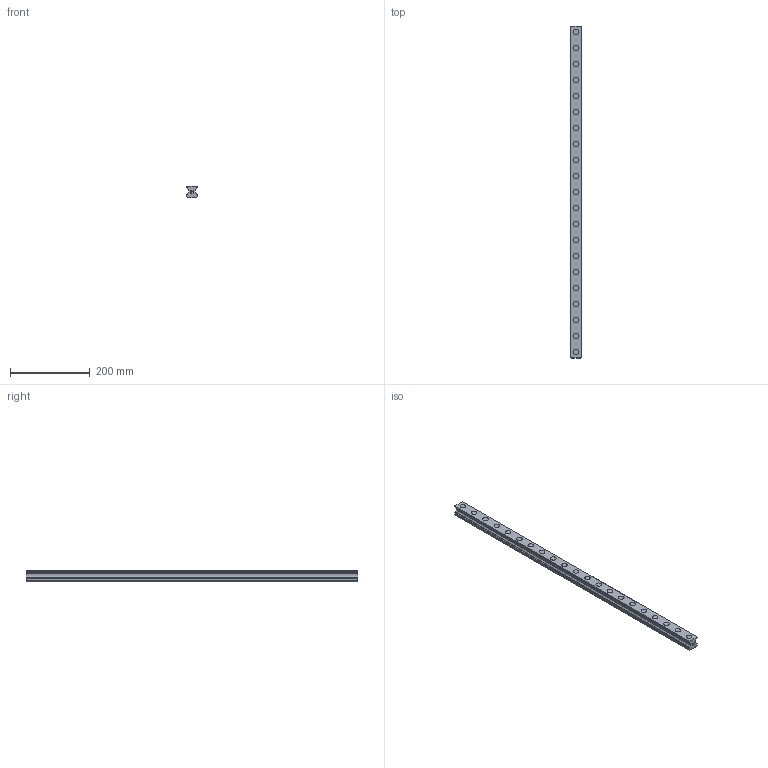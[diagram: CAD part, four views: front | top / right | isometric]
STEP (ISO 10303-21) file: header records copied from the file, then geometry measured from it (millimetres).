
FILE_DESCRIPTION(('STEP AP214'),'1');
FILE_NAME('cctmp_D0EEF144-D658-403B-9F6F-E10F2A0E9EBA_2021_03_11_12_43_04_0428..stp','2021-03-11T11:43:04',('HIWIN GmbH'),('CADClick - www.CADClick.com'),'Spatial InterOp 3D',' ','unknown authorization');
FILE_SCHEMA(('AUTOMOTIVE_DESIGN'));
Length unit declared in the file: millimetre
Products named in the file (1): RGR30R830H_FILE
Bounding box: 28 x 830 x 28 mm (x, y, z)
Volume: 475636.9 mm3; surface area: 124308.3 mm2
Topology: 1 solids, 1 shells, 304 faces, 705 edges, 470 vertices
Faces by surface type: plane 160, cylinder 144
Entity records: 11193 total; most frequent: DIRECTION 1603, CARTESIAN_POINT 1480, ORIENTED_EDGE 1410, EDGE_CURVE 705, AXIS2_PLACEMENT_3D 593, VERTEX_POINT 470, LINE 417, VECTOR 417
